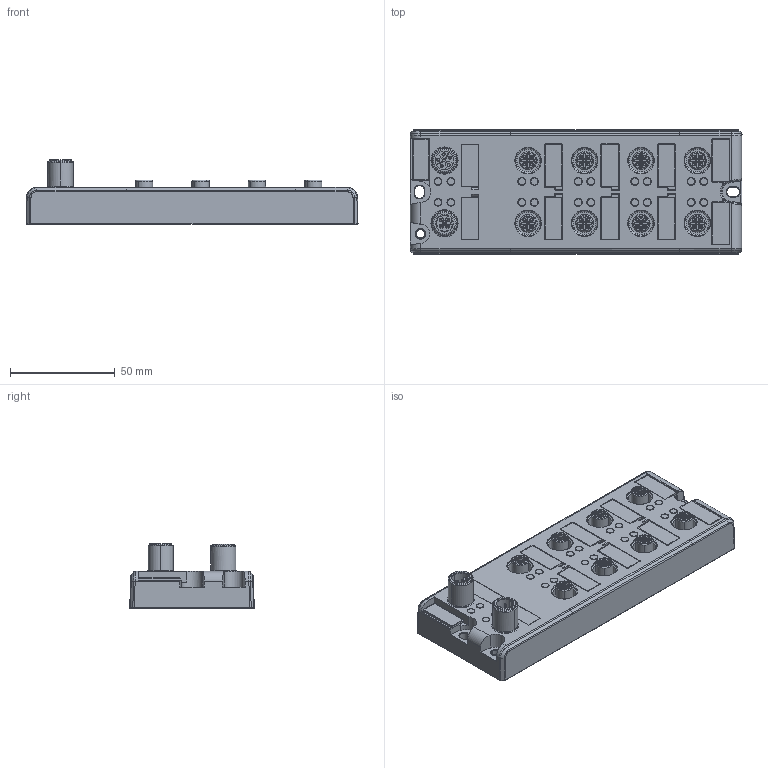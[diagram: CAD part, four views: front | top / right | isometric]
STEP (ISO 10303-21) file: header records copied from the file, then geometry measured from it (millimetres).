
FILE_DESCRIPTION((''),'2;1');
FILE_NAME('CAD-6703','2019-09-02T11:13:48',('creinig-se'),(''),'CREO PARAMETRIC BY PTC INC, 2018420','CREO PARAMETRIC BY PTC INC, 2018420','');
FILE_SCHEMA(('CONFIG_CONTROL_DESIGN','SHAPE_APPEARANCE_LAYERS_GROUPS'));
Products named in the file (1): CAD-6703
Bounding box: 158.8 x 59.59 x 30.7 mm (x, y, z)
Volume: 161133.5 mm3; surface area: 34469.2 mm2
Topology: 1 solids, 1 shells, 2504 faces, 6327 edges, 3921 vertices
Faces by surface type: cylinder 879, torus 808, plane 478, bspline 153, cone 142, sphere 44
Entity records: 117470 total; most frequent: CARTESIAN_POINT 19170, DIRECTION 14046, ORIENTED_EDGE 12528, PRESENTATION_STYLE_ASSIGNMENT 7775, STYLED_ITEM 6269, CURVE_STYLE 6268, EDGE_CURVE 6264, AXIS2_PLACEMENT_3D 6059
